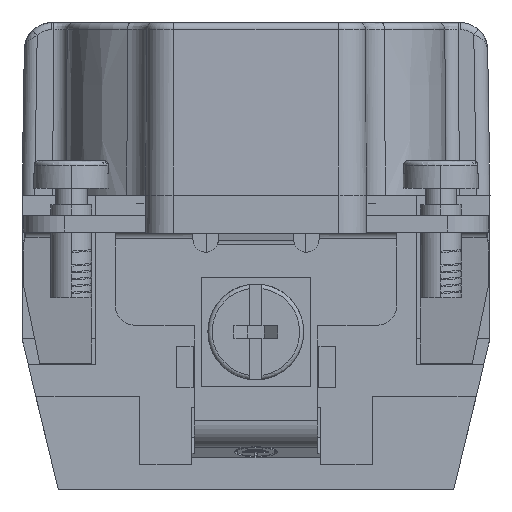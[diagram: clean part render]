
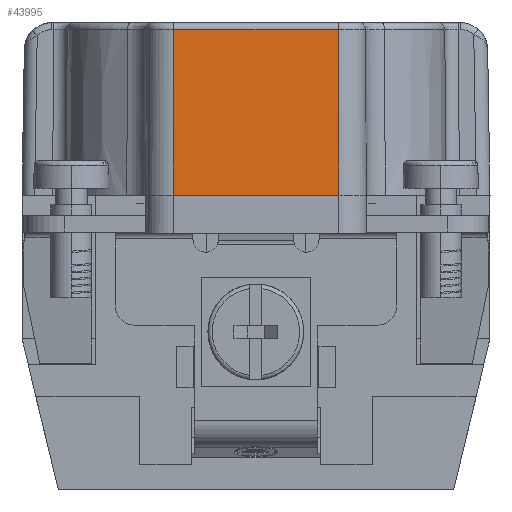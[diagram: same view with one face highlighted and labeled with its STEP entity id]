
A CAD part, left-side view. The second image highlights one B-rep face of the part: STEP entity #43995.
In plain terms, the highlighted planar face has unit normal (-1, 0, 0.004).
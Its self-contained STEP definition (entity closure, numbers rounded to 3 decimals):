
#5196=CARTESIAN_POINT('',(-41.152,6.002,
-0.498));
#5208=DIRECTION('',(-0.004,-0.004,-1.));
#5209=VECTOR('',#5208,12.102);
#5210=CARTESIAN_POINT('',(-41.152,-6.002,
-0.498));
#5211=LINE('',#5210,#5209);
#5212=DIRECTION('',(0.,1.,0.));
#5213=VECTOR('',#5212,12.11);
#5214=CARTESIAN_POINT('',(-41.205,-6.055,
-12.6));
#5215=LINE('',#5214,#5213);
#5216=DIRECTION('',(0.004,-0.004,1.));
#5217=VECTOR('',#5216,12.102);
#5218=CARTESIAN_POINT('',(-41.205,6.055,
-12.6));
#5219=LINE('',#5218,#5217);
#5220=DIRECTION('',(0.,1.,0.));
#5221=VECTOR('',#5220,12.004);
#5222=CARTESIAN_POINT('',(-41.152,-6.002,
-0.498));
#5223=LINE('',#5222,#5221);
#31163=VERTEX_POINT('',#5196);
#31164=CARTESIAN_POINT('',(-41.205,6.055,
-12.6));
#31165=VERTEX_POINT('',#31164);
#31166=CARTESIAN_POINT('',(-41.152,-6.002,
-0.498));
#31167=VERTEX_POINT('',#31166);
#31168=CARTESIAN_POINT('',(-41.205,-6.055,
-12.6));
#31169=VERTEX_POINT('',#31168);
#43981=CARTESIAN_POINT('',(-41.15,11.153,0.));
#43982=DIRECTION('',(-1.,0.,0.004));
#43983=DIRECTION('',(0.,-1.,0.));
#43984=AXIS2_PLACEMENT_3D('',#43981,#43982,#43983);
#43985=PLANE('',#43984);
#43987=ORIENTED_EDGE('',*,*,#43986,.F.);
#43989=ORIENTED_EDGE('',*,*,#43988,.T.);
#43991=ORIENTED_EDGE('',*,*,#43990,.T.);
#43992=ORIENTED_EDGE('',*,*,#43973,.T.);
#43993=EDGE_LOOP('',(#43987,#43989,#43991,#43992));
#43994=FACE_OUTER_BOUND('',#43993,.F.);
#43995=ADVANCED_FACE('',(#43994),#43985,.T.);
#43973=EDGE_CURVE('',#31165,#31163,#5219,.T.);
#43986=EDGE_CURVE('',#31167,#31163,#5223,.T.);
#43988=EDGE_CURVE('',#31167,#31169,#5211,.T.);
#43990=EDGE_CURVE('',#31169,#31165,#5215,.T.);
